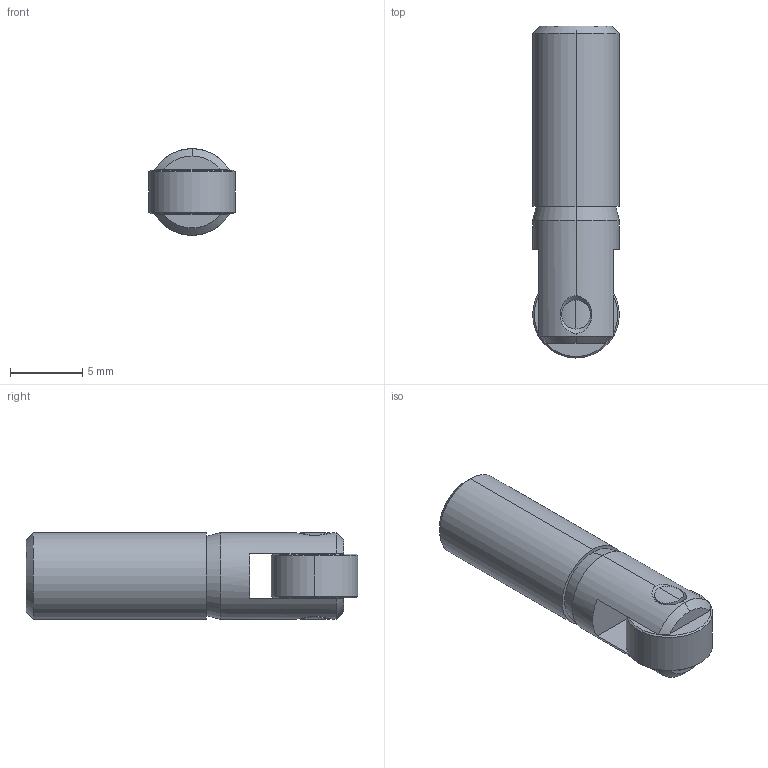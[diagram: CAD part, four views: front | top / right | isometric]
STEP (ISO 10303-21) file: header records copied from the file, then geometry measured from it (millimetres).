
FILE_DESCRIPTION (( 'STEP AP203' ), '1' );
FILE_NAME ('sone3D.STEP', '2014-07-17T06:20:10', ( '' ), ( '' ), 'SwSTEP 2.0', 'SolidWorks 2012', '' );
FILE_SCHEMA (( 'CONFIG_CONTROL_DESIGN' ));
Length unit declared in the file: millimetre
Products named in the file (4): AC-1025-PR僱僕幉_; AC-1025-PR儘乕儔乕幉_; sone3D; AC-1025-PR儘乕儔乕_
Assembly tree (3 placements, depth 2):
  sone3D
    AC-1025-PR僱僕幉_
    AC-1025-PR儘乕儔乕_
    AC-1025-PR儘乕儔乕幉_
Bounding box: 6 x 23 x 6 mm (x, y, z)
Volume: 584.5 mm3; surface area: 659.1 mm2
Topology: 3 solids, 3 shells, 41 faces, 95 edges, 59 vertices
Faces by surface type: cylinder 17, cone 15, plane 9
Entity records: 1712 total; most frequent: CARTESIAN_POINT 359, DIRECTION 210, ORIENTED_EDGE 190, EDGE_CURVE 95, AXIS2_PLACEMENT_3D 86, VERTEX_POINT 59, EDGE_LOOP 46, FACE_OUTER_BOUND 41
